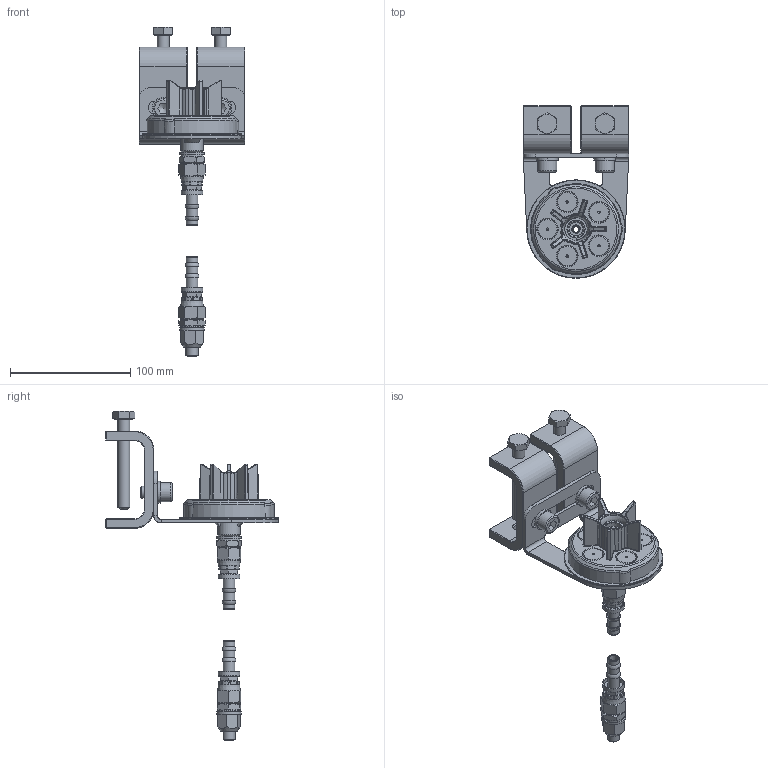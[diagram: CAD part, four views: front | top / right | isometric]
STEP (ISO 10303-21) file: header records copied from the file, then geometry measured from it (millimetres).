
FILE_DESCRIPTION(/* description */ (''),/* implementation_level */ '2;1');
FILE_NAME(/* name */ 'anmos01a_CI Modell.stp',/* time_stamp */ '2022-08-17T13:28:54+02:00',/* author */ ('002245'),/* organization */ (''),/* preprocessor_version */ 'ST-DEVELOPER v18.1',/* originating_system */ 'Autodesk Inventor 2022',/* authorisation */ '');
FILE_SCHEMA (('CONFIG_CONTROL_DESIGN'));
Length unit declared in the file: millimetre
Products named in the file (17): anmos01a_CI Modell; anmha06c; anmha06c_1; Hülse G1_4; Schweißnaht; anzmk02a; DIN 127 - A 10; ISO 4762 - M10 x 16; anmok03a; Schraube M10x70 mit Ringschneide; anvsd03a; anvsd03a_1; andsk01a; anmif01a; ansta03a; annipca0; anrds10b
Assembly tree (19 placements, depth 3):
  anmos01a_CI Modell
    anmha06c
      anmha06c_1
      Hülse G1_4
      Schweißnaht
    anzmk02a  x2
      DIN 127 - A 10
      ISO 4762 - M10 x 16
      anmok03a
      Schraube M10x70 mit Ringschneide
    anvsd03a
      anvsd03a_1
      andsk01a
      anmif01a
    annipca0  x2
    ansta03a  x2
    anrds10b
Bounding box: 88 x 143.6 x 274.1 mm (x, y, z)
Volume: 191742.1 mm3; surface area: 104685.8 mm2
Topology: 20 solids, 20 shells, 1088 faces, 2502 edges, 1488 vertices
Faces by surface type: plane 358, cone 233, bspline 192, cylinder 178, torus 87, sphere 40
Full cylindrical faces by diameter (mm): 5 x1, 5.6 x1, 7 x5, 8.376 x6, 9.5 x6, 10 x5, 11.445 x3, 12.1 x4, 12.2 x1, 12.751 x2, 13.1 x2, 13.157 x1, 13.5 x1, 14.25 x2, 14.63 x2, 15 x1, 16 x2, 16.6 x2, 18 x7, 19 x3, 19.2 x1, 20.7 x2, 22.1 x1, 24.4 x1, 82 x1
Entity records: 30678 total; most frequent: CARTESIAN_POINT 11976, ORIENTED_EDGE 3958, DIRECTION 3576, EDGE_CURVE 1979, AXIS2_PLACEMENT_3D 1546, VERTEX_POINT 1179, EDGE_LOOP 924, FACE_OUTER_BOUND 862
